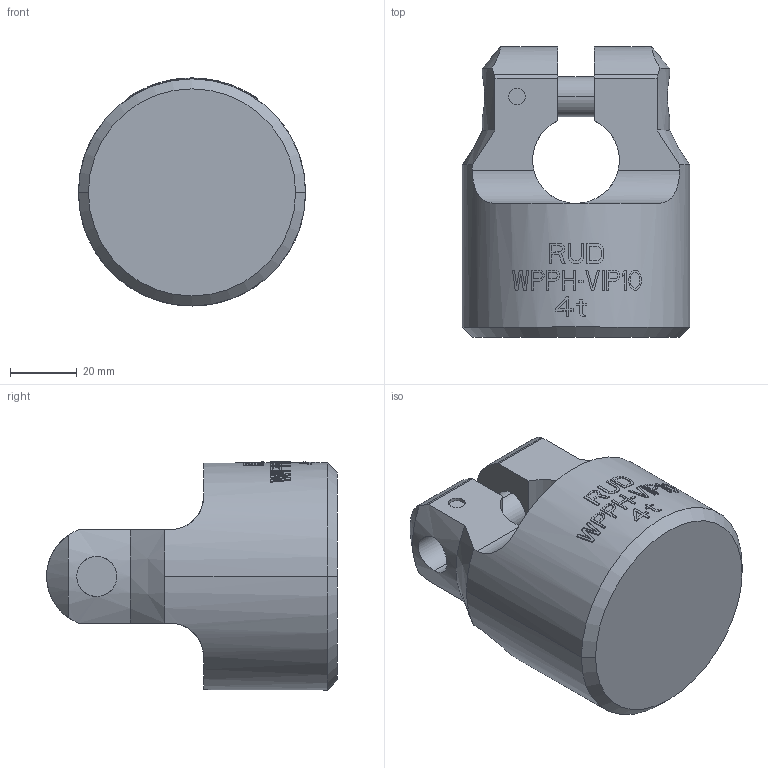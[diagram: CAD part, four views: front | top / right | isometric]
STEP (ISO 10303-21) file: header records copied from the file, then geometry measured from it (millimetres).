
FILE_DESCRIPTION((''),'2;1');
FILE_NAME('001-M31443-P03','2004-10-11T',('Haas'),(''),'PRO/ENGINEER BY PARAMETRIC TECHNOLOGY CORPORATION, 2003450','PRO/ENGINEER BY PARAMETRIC TECHNOLOGY CORPORATION, 2003450','');
FILE_SCHEMA(('CONFIG_CONTROL_DESIGN'));
Length unit declared in the file: millimetre
Products named in the file (1): 001-M31443-P03
Bounding box: 68 x 86.98 x 68.25 mm (x, y, z)
Volume: 196765.9 mm3; surface area: 24202.8 mm2
Topology: 1 solids, 1 shells, 340 faces, 932 edges, 620 vertices
Faces by surface type: plane 291, cylinder 43, cone 6
Entity records: 10930 total; most frequent: CARTESIAN_POINT 2756, ORIENTED_EDGE 1864, DIRECTION 1430, EDGE_CURVE 932, VERTEX_POINT 620, AXIS2_PLACEMENT_3D 496, VECTOR 438, LINE 438
